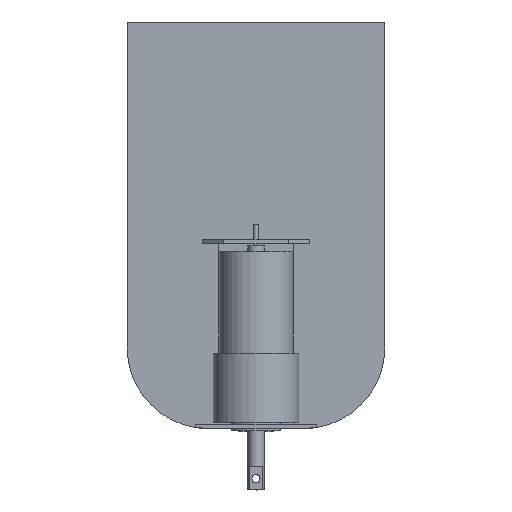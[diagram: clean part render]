
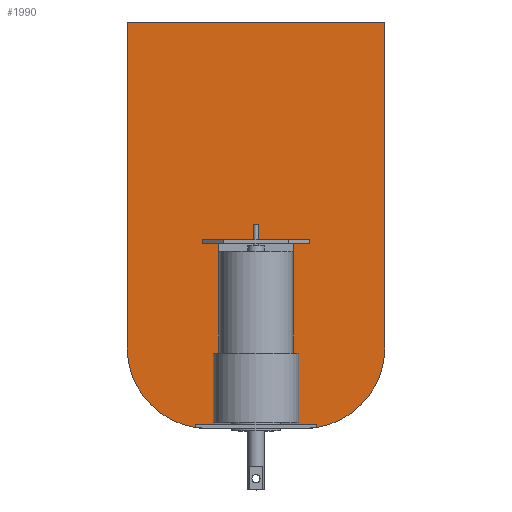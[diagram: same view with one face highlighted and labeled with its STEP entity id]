
A CAD part, top view. The second image highlights one B-rep face of the part: STEP entity #1990.
In plain terms, the highlighted planar face has unit normal (0, 0, 1).
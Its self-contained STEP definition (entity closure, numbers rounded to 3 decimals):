
#143=PLANE('',#2194);
#249=FACE_OUTER_BOUND('',#379,.T.);
#379=EDGE_LOOP('',(#1756,#1757,#1758,#1759,#1760,#1761,#1762,#1763));
#564=LINE('',#3331,#747);
#566=LINE('',#3335,#749);
#567=LINE('',#3337,#750);
#568=LINE('',#3339,#751);
#569=LINE('',#3343,#752);
#570=LINE('',#3344,#753);
#747=VECTOR('',#2723,10.);
#749=VECTOR('',#2727,10.);
#750=VECTOR('',#2728,10.);
#751=VECTOR('',#2729,10.);
#752=VECTOR('',#2732,10.);
#753=VECTOR('',#2733,10.);
#847=CIRCLE('',#2191,30.);
#848=CIRCLE('',#2195,30.);
#1015=VERTEX_POINT('',#3319);
#1016=VERTEX_POINT('',#3321);
#1018=VERTEX_POINT('',#3330);
#1019=VERTEX_POINT('',#3334);
#1020=VERTEX_POINT('',#3336);
#1021=VERTEX_POINT('',#3338);
#1022=VERTEX_POINT('',#3340);
#1023=VERTEX_POINT('',#3342);
#1267=EDGE_CURVE('',#1015,#1016,#847,.T.);
#1272=EDGE_CURVE('',#1016,#1018,#564,.T.);
#1274=EDGE_CURVE('',#1019,#1015,#566,.T.);
#1275=EDGE_CURVE('',#1020,#1019,#567,.T.);
#1276=EDGE_CURVE('',#1021,#1020,#568,.T.);
#1277=EDGE_CURVE('',#1022,#1021,#848,.T.);
#1278=EDGE_CURVE('',#1023,#1022,#569,.T.);
#1279=EDGE_CURVE('',#1018,#1023,#570,.T.);
#1756=ORIENTED_EDGE('',*,*,#1267,.F.);
#1757=ORIENTED_EDGE('',*,*,#1274,.F.);
#1758=ORIENTED_EDGE('',*,*,#1275,.F.);
#1759=ORIENTED_EDGE('',*,*,#1276,.F.);
#1760=ORIENTED_EDGE('',*,*,#1277,.F.);
#1761=ORIENTED_EDGE('',*,*,#1278,.F.);
#1762=ORIENTED_EDGE('',*,*,#1279,.F.);
#1763=ORIENTED_EDGE('',*,*,#1272,.F.);
#1990=ADVANCED_FACE('',(#249),#143,.T.);
#2191=AXIS2_PLACEMENT_3D('',#3322,#2713,#2714);
#2194=AXIS2_PLACEMENT_3D('',#3333,#2725,#2726);
#2195=AXIS2_PLACEMENT_3D('',#3341,#2730,#2731);
#2713=DIRECTION('center_axis',(0.,0.,-1.));
#2714=DIRECTION('ref_axis',(-0.707,-0.707,0.));
#2723=DIRECTION('',(0.,1.,0.));
#2725=DIRECTION('center_axis',(0.,0.,1.));
#2726=DIRECTION('ref_axis',(1.,0.,0.));
#2727=DIRECTION('',(0.,-1.,0.));
#2728=DIRECTION('',(-1.,0.,0.));
#2729=DIRECTION('',(0.,1.,0.));
#2730=DIRECTION('center_axis',(0.,0.,-1.));
#2731=DIRECTION('ref_axis',(0.707,-0.707,0.));
#2732=DIRECTION('',(0.,-1.,0.));
#2733=DIRECTION('',(1.,0.,0.));
#3319=CARTESIAN_POINT('',(-22.5,-1.661,-32.442));
#3321=CARTESIAN_POINT('',(-48.,28.,-32.442));
#3322=CARTESIAN_POINT('Origin',(-18.,28.,-32.442));
#3330=CARTESIAN_POINT('',(-48.,149.5,-32.442));
#3331=CARTESIAN_POINT('',(-48.,-0.5,-32.442));
#3333=CARTESIAN_POINT('Origin',(-48.,-0.5,-32.442));
#3334=CARTESIAN_POINT('',(-22.5,-0.5,-32.442));
#3335=CARTESIAN_POINT('',(-22.5,-0.5,-32.442));
#3336=CARTESIAN_POINT('',(22.5,-0.5,-32.442));
#3337=CARTESIAN_POINT('',(-24.,-0.5,-32.442));
#3338=CARTESIAN_POINT('',(22.5,-1.661,-32.442));
#3339=CARTESIAN_POINT('',(22.5,-0.5,-32.442));
#3340=CARTESIAN_POINT('',(48.,28.,-32.442));
#3341=CARTESIAN_POINT('Origin',(18.,28.,-32.442));
#3342=CARTESIAN_POINT('',(48.,149.5,-32.442));
#3343=CARTESIAN_POINT('',(48.,-0.5,-32.442));
#3344=CARTESIAN_POINT('',(48.,149.5,-32.442));
